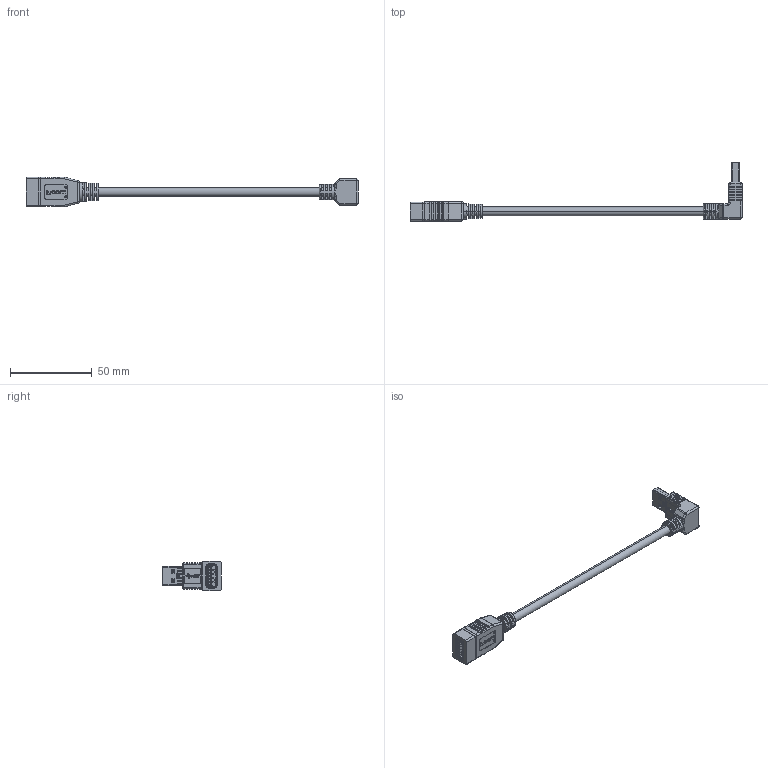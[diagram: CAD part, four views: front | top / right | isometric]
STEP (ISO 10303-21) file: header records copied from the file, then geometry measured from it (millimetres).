
FILE_DESCRIPTION (( 'STEP AP214' ), '1' );
FILE_NAME ('U3A00046.STEP', '2018-10-09T11:49:53', ( '' ), ( '' ), 'SwSTEP 2.0', 'SolidWorks 2017', '' );
FILE_SCHEMA (( 'AUTOMOTIVE_DESIGN' ));
Length unit declared in the file: inch
Products named in the file (16): MTN-931_no locking; MTN-595; MTN-908; MTN-907_WITH LOGO UP; 3AC08-027; 1AA05-047-MA2___; MTN-929_WITHOUT CBL; 1AA05-072___; MTN-(USB3.0 STD A F END PREMOLD; 1AA05-072-MA2___; U3A00046; 1AA05-072-MA1___; 1AA05-047___; 1AA05-047-MA1___; MTN-929_no locking, 5.5mm OD
Assembly tree (15 placements, depth 5):
  U3A00046
    3AC08-027
    MTN-929_no locking, 5.5mm OD
      MTN-595
        1AA05-047___
          1AA05-047-MA2___
          1AA05-047-MA1___
        MTN-(USB3.0 STD A F END PREMOLD
      MTN-931_no locking
      MTN-929_WITHOUT CBL
    MTN-907_WITH LOGO UP
      MTN-907_WITH LOGO UP
      MTN-908
      1AA05-072___
        1AA05-072-MA2___
        1AA05-072-MA1___
Bounding box: 203.07 x 35.67 x 18.2 mm (x, y, z)
Volume: 16483.1 mm3; surface area: 15638.1 mm2
Topology: 14 solids, 14 shells, 2257 faces, 6139 edges, 3938 vertices
Faces by surface type: plane 1400, cylinder 509, bspline 268, sphere 56, torus 22, cone 2
Entity records: 88266 total; most frequent: CARTESIAN_POINT 27567, ORIENTED_EDGE 12166, DIRECTION 10415, EDGE_CURVE 6083, LINE 4247, VECTOR 4247, VERTEX_POINT 3938, AXIS2_PLACEMENT_3D 3084
